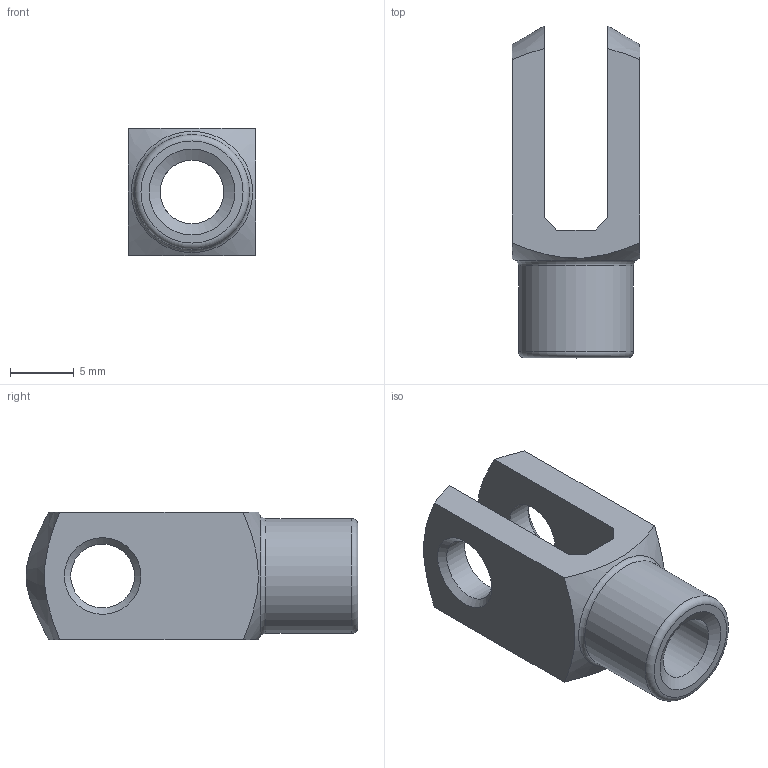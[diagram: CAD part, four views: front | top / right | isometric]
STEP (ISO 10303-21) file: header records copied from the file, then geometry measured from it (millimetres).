
FILE_DESCRIPTION (( 'STEP AP214' ), '1' );
FILE_NAME ('76.01.01.0003L.step', '2021-04-02T18:08:17', ( '' ), ( '' ), 'SwSTEP 2.0', 'SolidWorks 2021', '' );
FILE_SCHEMA (( 'AUTOMOTIVE_DESIGN' ));
Length unit declared in the file: millimetre
Products named in the file (1): 76.01.01.0003L
Bounding box: 10 x 26 x 10 mm (x, y, z)
Volume: 1152 mm3; surface area: 1314.1 mm2
Topology: 1 solids, 1 shells, 25 faces, 65 edges, 41 vertices
Faces by surface type: plane 13, cone 6, cylinder 4, torus 2
Full cylindrical faces by diameter (mm): 5 x3, 9 x1
Entity records: 842 total; most frequent: CARTESIAN_POINT 268, ORIENTED_EDGE 104, DIRECTION 102, EDGE_CURVE 52, EDGE_LOOP 40, AXIS2_PLACEMENT_3D 40, VERTEX_POINT 38, FACE_OUTER_BOUND 31
